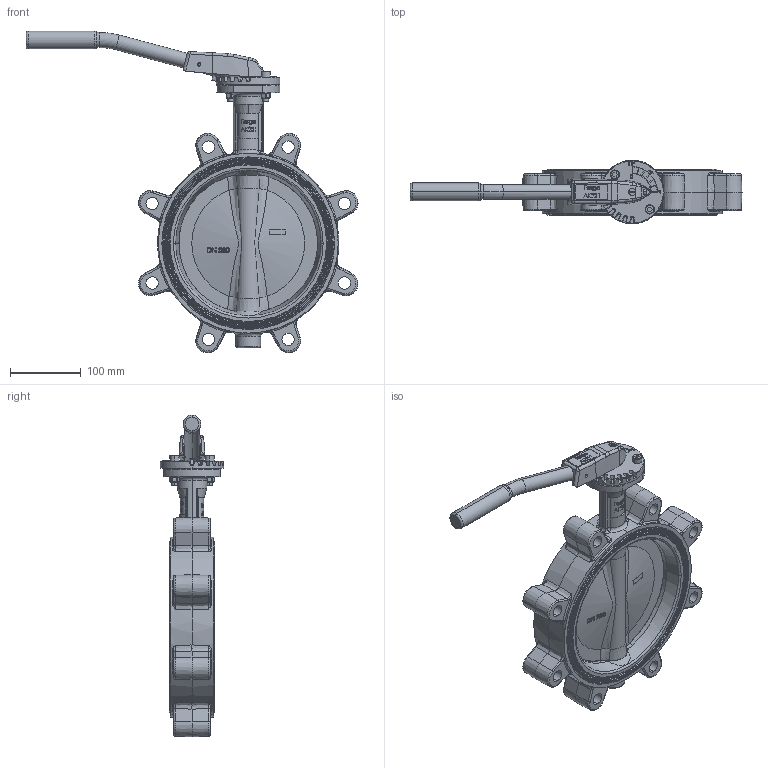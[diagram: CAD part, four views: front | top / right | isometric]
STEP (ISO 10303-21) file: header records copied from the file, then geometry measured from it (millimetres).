
FILE_DESCRIPTION (( 'STEP AP214' ), '1' );
FILE_NAME ('AK211-DN200-PN-10-Handhebel-Fergo.STEP', '2022-12-05T14:55:39', ( '' ), ( '' ), 'SwSTEP 2.0', 'SolidWorks 2022', '' );
FILE_SCHEMA (( 'AUTOMOTIVE_DESIGN' ));
Length unit declared in the file: millimetre
Products named in the file (1): AK211-DN200-PN-10-Handhebel-Fergo
Bounding box: 470.56 x 90 x 456.24 mm (x, y, z)
Volume: 2590806.9 mm3; surface area: 363357.9 mm2
Topology: 2 solids, 3 shells, 1392 faces, 3750 edges, 2445 vertices
Faces by surface type: plane 615, cylinder 328, bspline 222, cone 140, torus 73, sphere 14
Entity records: 79177 total; most frequent: CARTESIAN_POINT 32085, ORIENTED_EDGE 7420, DIRECTION 5698, EDGE_CURVE 3710, VERTEX_POINT 2445, AXIS2_PLACEMENT_3D 2043, LINE 1612, VECTOR 1612
